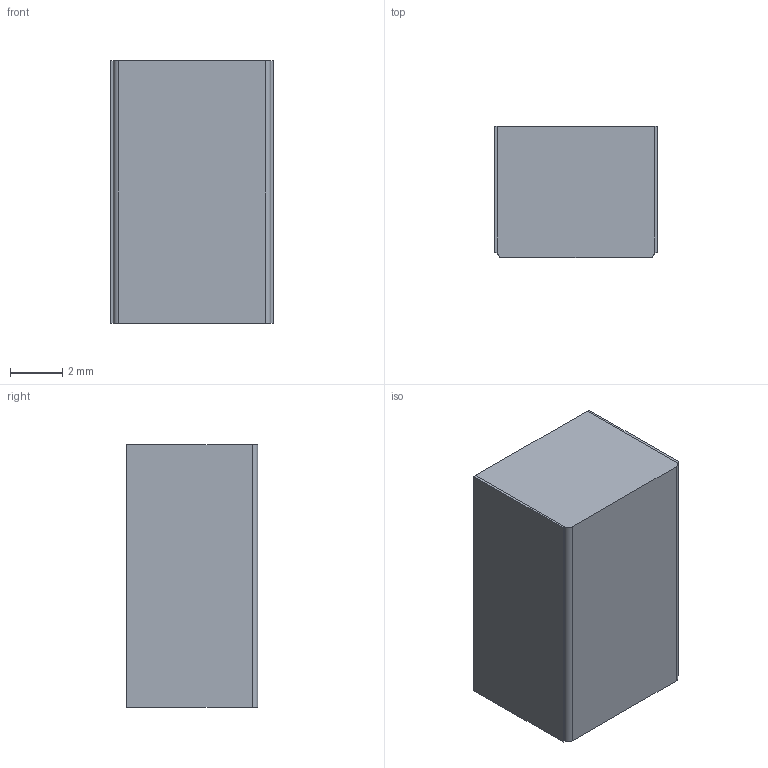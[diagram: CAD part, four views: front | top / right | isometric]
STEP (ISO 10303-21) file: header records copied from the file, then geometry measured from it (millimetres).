
FILE_DESCRIPTION (( 'STEP AP203' ), '1' );
FILE_NAME ('Doppelte-Linien-Test_01.STEP', '2009-02-09T10:17:21', ( ' ' ), ( '' ), 'SwSTEP 2.0', 'SolidWorks 2008', '' );
FILE_SCHEMA (( 'CONFIG_CONTROL_DESIGN' ));
Length unit declared in the file: millimetre
Products named in the file (3): Doppelte-Linien-Test_01; BCD1-NE_000_Standard; BCD4_Isolation_Standard
Assembly tree (3 placements, depth 2):
  Doppelte-Linien-Test_01
    BCD4_Isolation_Standard  x2
    BCD1-NE_000_Standard
Bounding box: 6.2 x 5 x 10 mm (x, y, z)
Volume: 309.4 mm3; surface area: 476.2 mm2
Topology: 3 solids, 3 shells, 20 faces, 42 edges, 28 vertices
Faces by surface type: plane 18, cylinder 2
Entity records: 715 total; most frequent: DIRECTION 74, CARTESIAN_POINT 70, ORIENTED_EDGE 60, EDGE_CURVE 30, PERSON_AND_ORGANIZATION 27, VECTOR 26, LINE 26, AXIS2_PLACEMENT_3D 24
